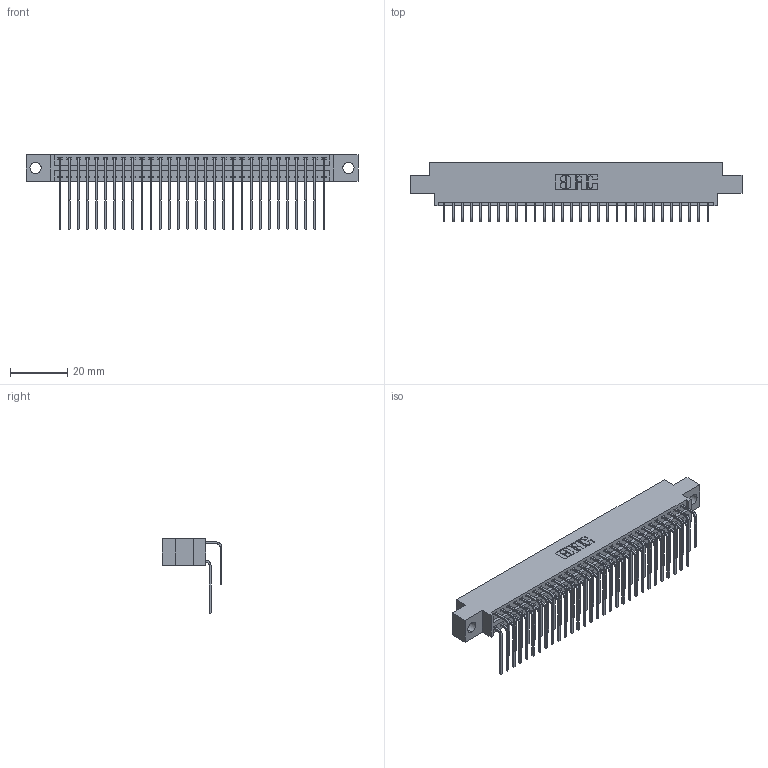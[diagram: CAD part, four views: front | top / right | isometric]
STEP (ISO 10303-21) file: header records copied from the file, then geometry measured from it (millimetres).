
FILE_DESCRIPTION (( 'STEP AP203' ), '1' );
FILE_NAME ('346-060-559-804.STEP', '2022-05-21T12:38:54', ( '' ), ( '' ), 'SwSTEP 2.0', 'SolidWorks 2020', '' );
FILE_SCHEMA (( 'CONFIG_CONTROL_DESIGN' ));
Length unit declared in the file: inch
Products named in the file (4): 345-292-001_558 559 Tail - 1; 345-292-001_559 Tail - 2; 346 Part_0.170 Offset - 0.156 Dia-TH; 346-060-559-804
Assembly tree (61 placements, depth 2):
  346-060-559-804
    346 Part_0.170 Offset - 0.156 Dia-TH
    345-292-001_558 559 Tail - 1  x30
    345-292-001_559 Tail - 2  x30
Bounding box: 115.82 x 20.89 x 26.16 mm (x, y, z)
Volume: 11286.6 mm3; surface area: 17013.6 mm2
Topology: 61 solids, 61 shells, 3380 faces, 10037 edges, 6610 vertices
Faces by surface type: plane 2314, cylinder 1066
Entity records: 23529 total; most frequent: CARTESIAN_POINT 3953, ORIENTED_EDGE 3834, DIRECTION 3505, EDGE_CURVE 1917, VECTOR 1625, LINE 1625, VERTEX_POINT 1274, AXIS2_PLACEMENT_3D 940
